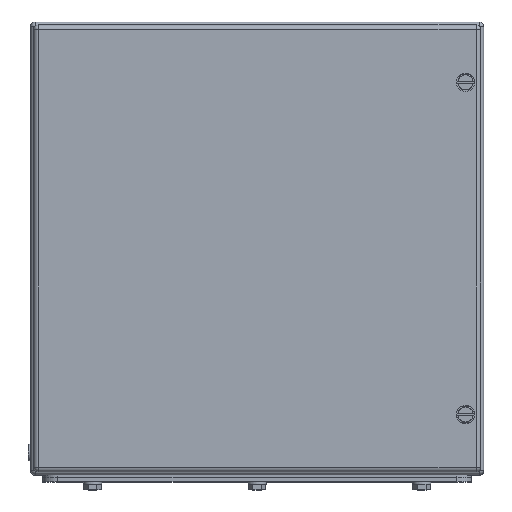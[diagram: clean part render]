
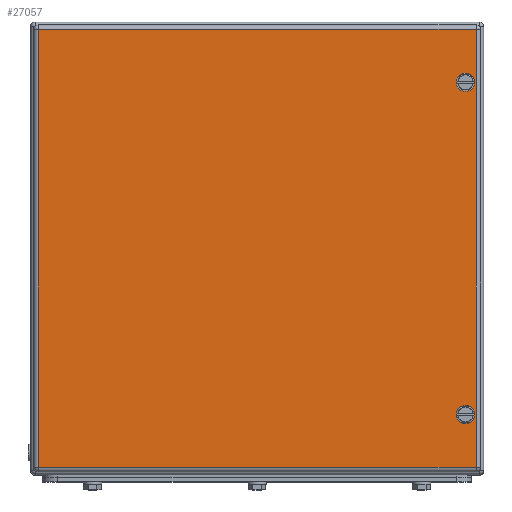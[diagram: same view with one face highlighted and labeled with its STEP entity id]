
A CAD part, top view. The second image highlights one B-rep face of the part: STEP entity #27057.
In plain terms, the highlighted planar face has unit normal (0, 0, 1).
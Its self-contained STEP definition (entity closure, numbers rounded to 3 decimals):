
#26999=AXIS2_PLACEMENT_3D('Plane Axis2P3D',#26996,#26997,#26998) ;
#27041=AXIS2_PLACEMENT_3D('Circle Axis2P3D',#27039,#27040,$) ;
#27050=AXIS2_PLACEMENT_3D('Circle Axis2P3D',#27048,#27049,$) ;
#26809=CARTESIAN_POINT('Vertex',(286.,49.75,151.5)) ;
#26813=CARTESIAN_POINT('Control Point',(286.,49.75,151.5)) ;
#26814=CARTESIAN_POINT('Control Point',(286.,49.2,151.5)) ;
#26815=CARTESIAN_POINT('Control Point',(286.108,48.65,151.5)) ;
#26816=CARTESIAN_POINT('Control Point',(286.324,48.129,151.5)) ;
#26817=CARTESIAN_POINT('Control Point',(286.949,47.199,151.5)) ;
#26818=CARTESIAN_POINT('Control Point',(287.879,46.574,151.5)) ;
#26819=CARTESIAN_POINT('Control Point',(288.4,46.358,151.5)) ;
#26820=CARTESIAN_POINT('Control Point',(289.5,46.142,151.5)) ;
#26821=CARTESIAN_POINT('Control Point',(290.6,46.358,151.5)) ;
#26822=CARTESIAN_POINT('Control Point',(291.121,46.574,151.5)) ;
#26823=CARTESIAN_POINT('Control Point',(292.051,47.199,151.5)) ;
#26824=CARTESIAN_POINT('Control Point',(292.676,48.129,151.5)) ;
#26825=CARTESIAN_POINT('Control Point',(292.892,48.65,151.5)) ;
#26826=CARTESIAN_POINT('Control Point',(293.,49.2,151.5)) ;
#26827=CARTESIAN_POINT('Control Point',(293.,49.75,151.5)) ;
#26828=CARTESIAN_POINT('Vertex',(293.,49.75,151.5)) ;
#26972=CARTESIAN_POINT('Control Point',(293.,49.75,151.5)) ;
#26973=CARTESIAN_POINT('Control Point',(293.,50.3,151.5)) ;
#26974=CARTESIAN_POINT('Control Point',(292.892,50.85,151.5)) ;
#26975=CARTESIAN_POINT('Control Point',(292.676,51.371,151.5)) ;
#26976=CARTESIAN_POINT('Control Point',(292.051,52.301,151.5)) ;
#26977=CARTESIAN_POINT('Control Point',(291.121,52.926,151.5)) ;
#26978=CARTESIAN_POINT('Control Point',(290.6,53.142,151.5)) ;
#26979=CARTESIAN_POINT('Control Point',(289.5,53.358,151.5)) ;
#26980=CARTESIAN_POINT('Control Point',(288.4,53.142,151.5)) ;
#26981=CARTESIAN_POINT('Control Point',(287.879,52.926,151.5)) ;
#26982=CARTESIAN_POINT('Control Point',(286.949,52.301,151.5)) ;
#26983=CARTESIAN_POINT('Control Point',(286.324,51.371,151.5)) ;
#26984=CARTESIAN_POINT('Control Point',(286.108,50.85,151.5)) ;
#26985=CARTESIAN_POINT('Control Point',(286.,50.3,151.5)) ;
#26986=CARTESIAN_POINT('Control Point',(286.,49.75,151.5)) ;
#26996=CARTESIAN_POINT('Axis2P3D Location',(151.5,159.75,151.5)) ;
#27001=CARTESIAN_POINT('Line Origine',(296.5,159.75,151.5)) ;
#27005=CARTESIAN_POINT('Vertex',(296.5,14.75,151.5)) ;
#27007=CARTESIAN_POINT('Vertex',(296.5,304.75,151.5)) ;
#27010=CARTESIAN_POINT('Line Origine',(151.5,304.75,151.5)) ;
#27014=CARTESIAN_POINT('Vertex',(6.5,304.75,151.5)) ;
#27017=CARTESIAN_POINT('Line Origine',(6.5,159.75,151.5)) ;
#27021=CARTESIAN_POINT('Vertex',(6.5,14.75,151.5)) ;
#27024=CARTESIAN_POINT('Line Origine',(151.5,14.75,151.5)) ;
#27039=CARTESIAN_POINT('Axis2P3D Location',(289.5,269.75,151.5)) ;
#27043=CARTESIAN_POINT('Vertex',(293.,269.75,151.5)) ;
#27045=CARTESIAN_POINT('Vertex',(286.,269.75,151.5)) ;
#27048=CARTESIAN_POINT('Axis2P3D Location',(289.5,269.75,151.5)) ;
#26997=DIRECTION('Axis2P3D Direction',(0.,0.,1.)) ;
#26998=DIRECTION('Axis2P3D XDirection',(1.,0.,0.)) ;
#27002=DIRECTION('Vector Direction',(0.,1.,0.)) ;
#27011=DIRECTION('Vector Direction',(-1.,0.,0.)) ;
#27018=DIRECTION('Vector Direction',(0.,-1.,0.)) ;
#27025=DIRECTION('Vector Direction',(1.,0.,0.)) ;
#27040=DIRECTION('Axis2P3D Direction',(0.,0.,1.)) ;
#27049=DIRECTION('Axis2P3D Direction',(0.,0.,1.)) ;
#27003=VECTOR('Line Direction',#27002,1.) ;
#27012=VECTOR('Line Direction',#27011,1.) ;
#27019=VECTOR('Line Direction',#27018,1.) ;
#27026=VECTOR('Line Direction',#27025,1.) ;
#27030=ORIENTED_EDGE('',*,*,#27009,.T.) ;
#27031=ORIENTED_EDGE('',*,*,#27016,.T.) ;
#27032=ORIENTED_EDGE('',*,*,#27023,.T.) ;
#27033=ORIENTED_EDGE('',*,*,#27028,.T.) ;
#27036=ORIENTED_EDGE('',*,*,#26987,.F.) ;
#27037=ORIENTED_EDGE('',*,*,#26830,.F.) ;
#27054=ORIENTED_EDGE('',*,*,#27047,.F.) ;
#27055=ORIENTED_EDGE('',*,*,#27052,.F.) ;
#27038=FACE_BOUND('',#27035,.T.) ;
#27056=FACE_BOUND('',#27053,.T.) ;
#27057=ADVANCED_FACE('74074_ZUB_DE_HS_KEBX_300x300-1/74074_DE_HS_KEBX_300x300-1-solid1',(#27034,#27038,#27056),#27000,.T.) ;
#26812=B_SPLINE_CURVE_WITH_KNOTS('',5,(#26813,#26814,#26815,#26816,#26817,#26818,#26819,#26820,#26821,#26822,#26823,#26824,#26825,#26826,#26827),.UNSPECIFIED.,.F.,.U.,(6,3,3,3,6),(-5.498,-2.749,0.,2.749,5.498),.UNSPECIFIED.) ;
#26971=B_SPLINE_CURVE_WITH_KNOTS('',5,(#26972,#26973,#26974,#26975,#26976,#26977,#26978,#26979,#26980,#26981,#26982,#26983,#26984,#26985,#26986),.UNSPECIFIED.,.F.,.U.,(6,3,3,3,6),(-5.498,-2.749,0.,2.749,5.498),.UNSPECIFIED.) ;
#27042=CIRCLE('generated circle',#27041,3.5) ;
#27051=CIRCLE('generated circle',#27050,3.5) ;
#26830=EDGE_CURVE('',#26810,#26829,#26812,.T.) ;
#26987=EDGE_CURVE('',#26829,#26810,#26971,.T.) ;
#27009=EDGE_CURVE('',#27006,#27008,#27004,.T.) ;
#27016=EDGE_CURVE('',#27008,#27015,#27013,.T.) ;
#27023=EDGE_CURVE('',#27015,#27022,#27020,.T.) ;
#27028=EDGE_CURVE('',#27022,#27006,#27027,.T.) ;
#27047=EDGE_CURVE('',#27044,#27046,#27042,.T.) ;
#27052=EDGE_CURVE('',#27046,#27044,#27051,.T.) ;
#27029=EDGE_LOOP('',(#27030,#27031,#27032,#27033)) ;
#27035=EDGE_LOOP('',(#27036,#27037)) ;
#27053=EDGE_LOOP('',(#27054,#27055)) ;
#27034=FACE_OUTER_BOUND('',#27029,.T.) ;
#27004=LINE('Line',#27001,#27003) ;
#27013=LINE('Line',#27010,#27012) ;
#27020=LINE('Line',#27017,#27019) ;
#27027=LINE('Line',#27024,#27026) ;
#27000=PLANE('',#26999) ;
#26810=VERTEX_POINT('',#26809) ;
#26829=VERTEX_POINT('',#26828) ;
#27006=VERTEX_POINT('',#27005) ;
#27008=VERTEX_POINT('',#27007) ;
#27015=VERTEX_POINT('',#27014) ;
#27022=VERTEX_POINT('',#27021) ;
#27044=VERTEX_POINT('',#27043) ;
#27046=VERTEX_POINT('',#27045) ;
